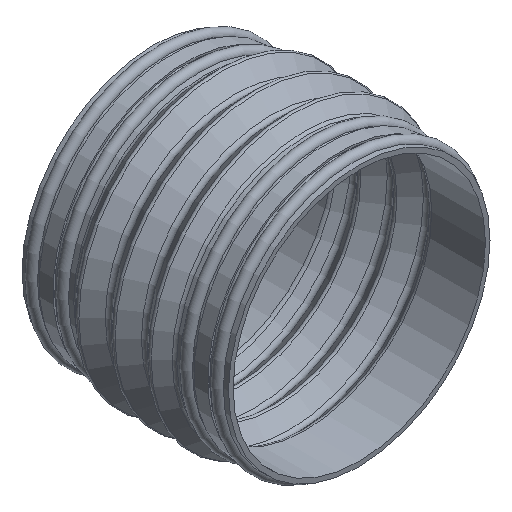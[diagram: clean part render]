
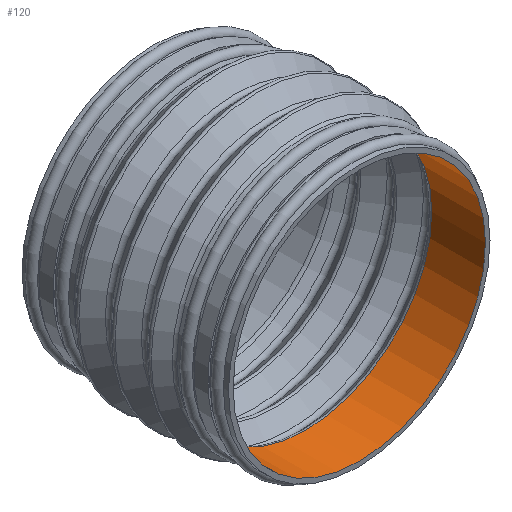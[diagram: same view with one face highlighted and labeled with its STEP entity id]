
A CAD part, isometric view. The second image highlights one B-rep face of the part: STEP entity #120.
In plain terms, the highlighted cylindrical face has radius 55 mm (diameter 110 mm), a full revolution.
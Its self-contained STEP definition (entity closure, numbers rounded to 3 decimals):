
#120 = ADVANCED_FACE( '', ( #317, #318 ), #319, .F. );
#317 = FACE_OUTER_BOUND( '', #634, .T. );
#318 = FACE_OUTER_BOUND( '', #635, .T. );
#319 = CYLINDRICAL_SURFACE( '', #636, 55. );
#634 = EDGE_LOOP( '', ( #974 ) );
#635 = EDGE_LOOP( '', ( #975 ) );
#636 = AXIS2_PLACEMENT_3D( '', #976, #977, #978 );
#974 = ORIENTED_EDGE( '', *, *, #1603, .T. );
#975 = ORIENTED_EDGE( '', *, *, #1604, .F. );
#976 = CARTESIAN_POINT( '', ( 0., 0., 0. ) );
#977 = DIRECTION( '', ( 0., 1., 0. ) );
#978 = DIRECTION( '', ( 0., 0., -1. ) );
#1603 = EDGE_CURVE( '', #1871, #1871, #1872, .T. );
#1604 = EDGE_CURVE( '', #1873, #1873, #1874, .T. );
#1871 = VERTEX_POINT( '', #2233 );
#1872 = CIRCLE( '', #2234, 55. );
#1873 = VERTEX_POINT( '', #2235 );
#1874 = CIRCLE( '', #2236, 55. );
#2233 = CARTESIAN_POINT( '', ( 0., 0., -55. ) );
#2234 = AXIS2_PLACEMENT_3D( '', #2647, #2648, #2649 );
#2235 = CARTESIAN_POINT( '', ( 0., 23.375, -55. ) );
#2236 = AXIS2_PLACEMENT_3D( '', #2650, #2651, #2652 );
#2647 = CARTESIAN_POINT( '', ( 0., 0., 0. ) );
#2648 = DIRECTION( '', ( 0., -1., 0. ) );
#2649 = DIRECTION( '', ( 0., 0., -1. ) );
#2650 = CARTESIAN_POINT( '', ( 0., 23.375, 0. ) );
#2651 = DIRECTION( '', ( 0., -1., 0. ) );
#2652 = DIRECTION( '', ( 0., 0., -1. ) );
